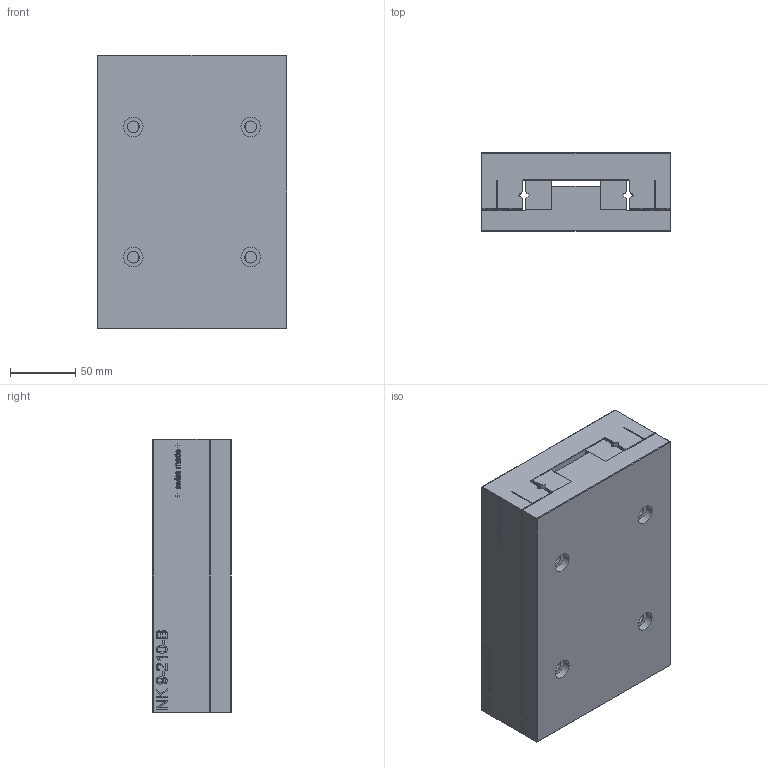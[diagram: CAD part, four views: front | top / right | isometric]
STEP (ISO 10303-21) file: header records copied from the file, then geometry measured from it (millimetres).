
FILE_DESCRIPTION(('FreeCAD Model'),'2;1');
FILE_NAME('NK 9-210-B.step', '2020-07-24T07:41:25',('Author'),(''), 'Open CASCADE STEP processor 6.8','FreeCAD','Unknown');
FILE_SCHEMA(('AUTOMOTIVE_DESIGN_CC2 { 1 2 10303 214 -1 1 5 4 }'));
Length unit declared in the file: millimetre
Products named in the file (3): ASSEMBLY; OT; UT
Assembly tree (2 placements, depth 2):
  ASSEMBLY
    OT
    UT
Bounding box: 145 x 60 x 210 mm (x, y, z)
Volume: 1739955.6 mm3; surface area: 237992.8 mm2
Topology: 4 solids, 4 shells, 769 faces, 2069 edges, 1352 vertices
Faces by surface type: extrusion 426, plane 331, cylinder 10, cone 2
Full cylindrical faces by diameter (mm): 8 x2, 9 x4, 15 x4
Entity records: 51120 total; most frequent: CARTESIAN_POINT 12464, DIRECTION 5609, VECTOR 4843, LINE 4417, ORIENTED_EDGE 4138, PCURVE 4138, DEFINITIONAL_REPRESENTATION 4138, B_SPLINE_CURVE_WITH_KNOTS 2166
